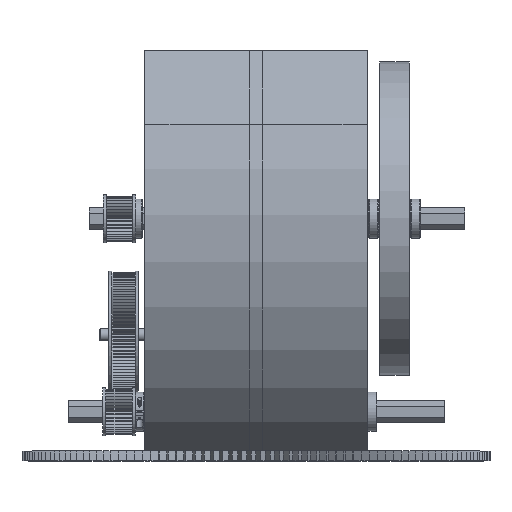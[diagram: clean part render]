
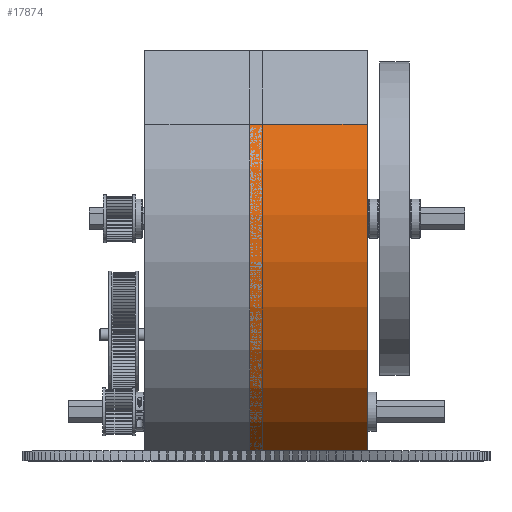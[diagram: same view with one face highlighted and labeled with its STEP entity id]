
A CAD part, top view. The second image highlights one B-rep face of the part: STEP entity #17874.
In plain terms, the highlighted cylindrical face has radius 177.8 mm (diameter 355.6 mm), a partial arc.
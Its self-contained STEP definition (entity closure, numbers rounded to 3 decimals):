
#487=CIRCLE('',#18978,177.8);
#503=CIRCLE('',#18998,177.8);
#729=CYLINDRICAL_SURFACE('',#18997,177.8);
#1176=FACE_OUTER_BOUND('',#2132,.T.);
#2132=EDGE_LOOP('',(#13605,#13606,#13607,#13608));
#3768=LINE('',#26483,#5988);
#3781=LINE('',#26538,#6001);
#5988=VECTOR('',#21533,10.);
#6001=VECTOR('',#21586,10.);
#7929=VERTEX_POINT('',#26480);
#7930=VERTEX_POINT('',#26482);
#7934=VERTEX_POINT('',#26493);
#7952=VERTEX_POINT('',#26536);
#9998=EDGE_CURVE('',#7929,#7930,#3768,.T.);
#10005=EDGE_CURVE('',#7929,#7934,#487,.T.);
#10027=EDGE_CURVE('',#7934,#7952,#3781,.T.);
#10028=EDGE_CURVE('',#7930,#7952,#503,.T.);
#13605=ORIENTED_EDGE('',*,*,#10005,.T.);
#13606=ORIENTED_EDGE('',*,*,#10027,.T.);
#13607=ORIENTED_EDGE('',*,*,#10028,.F.);
#13608=ORIENTED_EDGE('',*,*,#9998,.F.);
#17874=ADVANCED_FACE('',(#1176),#729,.T.);
#18978=AXIS2_PLACEMENT_3D('',#26495,#21542,#21543);
#18997=AXIS2_PLACEMENT_3D('',#26539,#21587,#21588);
#18998=AXIS2_PLACEMENT_3D('',#26540,#21589,#21590);
#21533=DIRECTION('',(-1.,0.,0.));
#21542=DIRECTION('center_axis',(-1.,0.,0.));
#21543=DIRECTION('ref_axis',(0.,-0.846,0.533));
#21586=DIRECTION('',(-1.,0.,0.));
#21587=DIRECTION('center_axis',(-1.,0.,0.));
#21588=DIRECTION('ref_axis',(0.,-0.846,0.533));
#21589=DIRECTION('center_axis',(-1.,0.,0.));
#21590=DIRECTION('ref_axis',(0.,-0.846,0.533));
#26480=CARTESIAN_POINT('',(0.,-75.385,213.903));
#26482=CARTESIAN_POINT('',(-76.2,-75.385,213.903));
#26483=CARTESIAN_POINT('',(0.,-75.385,213.903));
#26493=CARTESIAN_POINT('',(0.,135.811,286.127));
#26495=CARTESIAN_POINT('Origin',(0.,75.,119.05));
#26536=CARTESIAN_POINT('',(-76.2,135.811,286.127));
#26538=CARTESIAN_POINT('',(0.,135.811,286.127));
#26539=CARTESIAN_POINT('Origin',(0.,75.,119.05));
#26540=CARTESIAN_POINT('Origin',(-76.2,75.,119.05));
